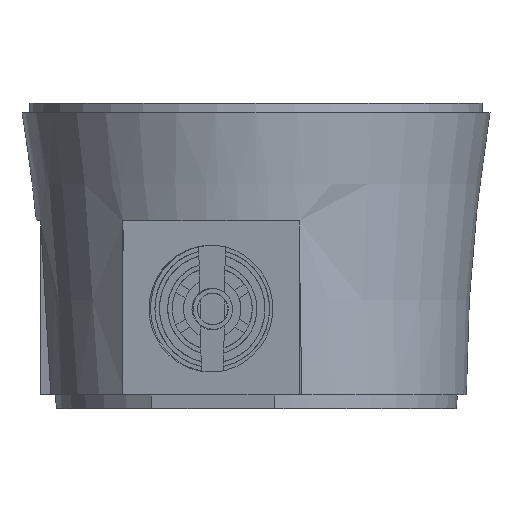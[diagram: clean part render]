
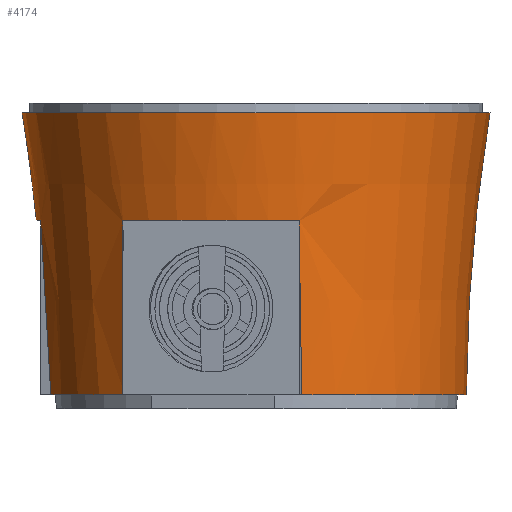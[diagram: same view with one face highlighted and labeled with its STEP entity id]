
A CAD part, left-side view. The second image highlights one B-rep face of the part: STEP entity #4174.
In plain terms, the highlighted toroidal (fillet/blend) face has major radius 446.543 mm and minor radius 400 mm.
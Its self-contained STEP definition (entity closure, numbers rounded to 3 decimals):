
#652=AXIS2_PLACEMENT_3D('Circle Axis2P3D',#650,#651,$) ;
#659=AXIS2_PLACEMENT_3D('Circle Axis2P3D',#657,#658,$) ;
#4127=AXIS2_PLACEMENT_3D('Torus Axis2P3D',#4124,#4125,#4126) ;
#4131=AXIS2_PLACEMENT_3D('Circle Axis2P3D',#4129,#4130,$) ;
#4138=AXIS2_PLACEMENT_3D('Circle Axis2P3D',#4136,#4137,$) ;
#4143=AXIS2_PLACEMENT_3D('Circle Axis2P3D',#4141,#4142,$) ;
#4158=AXIS2_PLACEMENT_3D('Circle Axis2P3D',#4156,#4157,$) ;
#527=CARTESIAN_POINT('Vertex',(-47.657,-9.524,-20.1)) ;
#529=CARTESIAN_POINT('Vertex',(-38.658,29.451,-20.1)) ;
#533=CARTESIAN_POINT('Control Point',(-47.656,-9.523,-20.1)) ;
#534=CARTESIAN_POINT('Control Point',(-47.662,-9.495,-20.1)) ;
#535=CARTESIAN_POINT('Control Point',(-47.668,-9.467,-20.099)) ;
#536=CARTESIAN_POINT('Control Point',(-47.673,-9.44,-20.099)) ;
#537=CARTESIAN_POINT('Control Point',(-47.684,-9.384,-20.098)) ;
#538=CARTESIAN_POINT('Control Point',(-47.695,-9.328,-20.097)) ;
#539=CARTESIAN_POINT('Control Point',(-47.701,-9.3,-20.097)) ;
#540=CARTESIAN_POINT('Control Point',(-47.717,-9.217,-20.096)) ;
#541=CARTESIAN_POINT('Control Point',(-47.733,-9.133,-20.094)) ;
#542=CARTESIAN_POINT('Control Point',(-47.744,-9.077,-20.094)) ;
#543=CARTESIAN_POINT('Control Point',(-47.83,-8.627,-20.087)) ;
#544=CARTESIAN_POINT('Control Point',(-47.91,-8.176,-20.081)) ;
#545=CARTESIAN_POINT('Control Point',(-47.977,-7.78,-20.075)) ;
#546=CARTESIAN_POINT('Control Point',(-48.119,-6.874,-20.063)) ;
#547=CARTESIAN_POINT('Control Point',(-48.24,-5.965,-20.052)) ;
#548=CARTESIAN_POINT('Control Point',(-48.301,-5.453,-20.046)) ;
#549=CARTESIAN_POINT('Control Point',(-48.464,-3.915,-20.028)) ;
#550=CARTESIAN_POINT('Control Point',(-48.566,-2.371,-20.013)) ;
#551=CARTESIAN_POINT('Control Point',(-48.606,-1.341,-20.003)) ;
#552=CARTESIAN_POINT('Control Point',(-48.645,1.753,-19.978)) ;
#553=CARTESIAN_POINT('Control Point',(-48.437,4.843,-19.961)) ;
#554=CARTESIAN_POINT('Control Point',(-48.189,6.894,-19.953)) ;
#555=CARTESIAN_POINT('Control Point',(-47.475,10.961,-19.945)) ;
#556=CARTESIAN_POINT('Control Point',(-46.333,14.93,-19.953)) ;
#557=CARTESIAN_POINT('Control Point',(-45.657,16.882,-19.961)) ;
#558=CARTESIAN_POINT('Control Point',(-44.49,19.75,-19.978)) ;
#559=CARTESIAN_POINT('Control Point',(-43.099,22.514,-20.003)) ;
#560=CARTESIAN_POINT('Control Point',(-42.611,23.423,-20.013)) ;
#561=CARTESIAN_POINT('Control Point',(-41.842,24.765,-20.028)) ;
#562=CARTESIAN_POINT('Control Point',(-41.022,26.076,-20.046)) ;
#563=CARTESIAN_POINT('Control Point',(-40.742,26.509,-20.052)) ;
#564=CARTESIAN_POINT('Control Point',(-40.315,27.154,-20.062)) ;
#565=CARTESIAN_POINT('Control Point',(-39.874,27.789,-20.072)) ;
#566=CARTESIAN_POINT('Control Point',(-39.726,28.,-20.075)) ;
#567=CARTESIAN_POINT('Control Point',(-39.47,28.359,-20.081)) ;
#568=CARTESIAN_POINT('Control Point',(-39.21,28.716,-20.087)) ;
#569=CARTESIAN_POINT('Control Point',(-39.101,28.863,-20.09)) ;
#570=CARTESIAN_POINT('Control Point',(-38.969,29.04,-20.093)) ;
#571=CARTESIAN_POINT('Control Point',(-38.837,29.216,-20.096)) ;
#572=CARTESIAN_POINT('Control Point',(-38.814,29.245,-20.096)) ;
#573=CARTESIAN_POINT('Control Point',(-38.781,29.289,-20.097)) ;
#574=CARTESIAN_POINT('Control Point',(-38.748,29.333,-20.098)) ;
#575=CARTESIAN_POINT('Control Point',(-38.737,29.348,-20.098)) ;
#576=CARTESIAN_POINT('Control Point',(-38.714,29.378,-20.099)) ;
#577=CARTESIAN_POINT('Control Point',(-38.691,29.408,-20.099)) ;
#578=CARTESIAN_POINT('Control Point',(-38.682,29.42,-20.099)) ;
#579=CARTESIAN_POINT('Control Point',(-38.67,29.435,-20.1)) ;
#580=CARTESIAN_POINT('Control Point',(-38.659,29.45,-20.1)) ;
#640=CARTESIAN_POINT('Vertex',(0.,-51.777,3.9)) ;
#647=CARTESIAN_POINT('Vertex',(0.,51.777,3.9)) ;
#650=CARTESIAN_POINT('Axis2P3D Location',(0.,0.,3.9)) ;
#654=CARTESIAN_POINT('Vertex',(-51.777,0.,3.9)) ;
#657=CARTESIAN_POINT('Axis2P3D Location',(0.,0.,3.9)) ;
#712=CARTESIAN_POINT('Vertex',(-9.524,47.657,-20.1)) ;
#718=CARTESIAN_POINT('Control Point',(-9.523,47.656,-20.1)) ;
#719=CARTESIAN_POINT('Control Point',(-6.392,48.294,-19.984)) ;
#720=CARTESIAN_POINT('Control Point',(-3.197,48.62,-19.893)) ;
#721=CARTESIAN_POINT('Control Point',(0.,48.626,-19.83)) ;
#722=CARTESIAN_POINT('Vertex',(0.,48.626,-19.83)) ;
#4027=CARTESIAN_POINT('Vertex',(-45.435,-10.119,-58.6)) ;
#4033=CARTESIAN_POINT('Control Point',(-45.435,-10.119,-58.6)) ;
#4034=CARTESIAN_POINT('Control Point',(-45.488,-10.105,-48.766)) ;
#4035=CARTESIAN_POINT('Control Point',(-45.895,-9.996,-38.954)) ;
#4036=CARTESIAN_POINT('Control Point',(-46.637,-9.797,-29.4)) ;
#4037=CARTESIAN_POINT('Control Point',(-47.657,-9.524,-20.1)) ;
#4098=CARTESIAN_POINT('Control Point',(-36.401,29.012,-58.6)) ;
#4099=CARTESIAN_POINT('Control Point',(-36.455,29.023,-48.766)) ;
#4100=CARTESIAN_POINT('Control Point',(-36.868,29.103,-38.954)) ;
#4101=CARTESIAN_POINT('Control Point',(-37.622,29.25,-29.4)) ;
#4102=CARTESIAN_POINT('Control Point',(-38.659,29.451,-20.1)) ;
#4103=CARTESIAN_POINT('Vertex',(-36.401,29.012,-58.6)) ;
#4124=CARTESIAN_POINT('Axis2P3D Location',(0.,0.,-60.6)) ;
#4129=CARTESIAN_POINT('Axis2P3D Location',(0.,0.,-58.6)) ;
#4133=CARTESIAN_POINT('Vertex',(0.,-46.548,-58.6)) ;
#4136=CARTESIAN_POINT('Axis2P3D Location',(0.,-446.543,-60.6)) ;
#4141=CARTESIAN_POINT('Axis2P3D Location',(0.,446.543,-60.6)) ;
#4147=CARTESIAN_POINT('Control Point',(-10.256,45.404,-58.6)) ;
#4148=CARTESIAN_POINT('Control Point',(-10.241,45.448,-50.689)) ;
#4149=CARTESIAN_POINT('Control Point',(-10.156,45.708,-42.796)) ;
#4150=CARTESIAN_POINT('Control Point',(-10.004,46.182,-35.038)) ;
#4151=CARTESIAN_POINT('Control Point',(-9.79,46.837,-27.48)) ;
#4152=CARTESIAN_POINT('Control Point',(-9.524,47.656,-20.1)) ;
#4153=CARTESIAN_POINT('Vertex',(-10.256,45.404,-58.6)) ;
#4156=CARTESIAN_POINT('Axis2P3D Location',(0.,0.,-58.6)) ;
#651=DIRECTION('Axis2P3D Direction',(0.,0.,1.)) ;
#658=DIRECTION('Axis2P3D Direction',(0.,0.,1.)) ;
#4125=DIRECTION('Axis2P3D Direction',(0.,0.,1.)) ;
#4126=DIRECTION('Axis2P3D XDirection',(-1.,0.,0.)) ;
#4130=DIRECTION('Axis2P3D Direction',(0.,0.,1.)) ;
#4137=DIRECTION('Axis2P3D Direction',(-1.,0.,0.)) ;
#4142=DIRECTION('Axis2P3D Direction',(1.,0.,0.)) ;
#4157=DIRECTION('Axis2P3D Direction',(0.,0.,1.)) ;
#4162=ORIENTED_EDGE('',*,*,#4038,.T.) ;
#4163=ORIENTED_EDGE('',*,*,#4135,.T.) ;
#4164=ORIENTED_EDGE('',*,*,#4140,.T.) ;
#4165=ORIENTED_EDGE('',*,*,#661,.F.) ;
#4166=ORIENTED_EDGE('',*,*,#656,.T.) ;
#4167=ORIENTED_EDGE('',*,*,#4145,.F.) ;
#4168=ORIENTED_EDGE('',*,*,#724,.T.) ;
#4169=ORIENTED_EDGE('',*,*,#4155,.T.) ;
#4170=ORIENTED_EDGE('',*,*,#4160,.F.) ;
#4171=ORIENTED_EDGE('',*,*,#4105,.T.) ;
#4172=ORIENTED_EDGE('',*,*,#581,.T.) ;
#4174=ADVANCED_FACE('PartBody',(#4173),#4128,.F.) ;
#532=B_SPLINE_CURVE_WITH_KNOTS('',5,(#533,#534,#535,#536,#537,#538,#539,#540,#541,#542,#543,#544,#545,#546,#547,#548,#549,#550,#551,#552,#553,#554,#555,#556,#557,#558,#559,#560,#561,#562,#563,#564,#565,#566,#567,#568,#569,#570,#571,#572,#573,#574,#575,#576,#577,#578,#579,#580),.UNSPECIFIED.,.F.,.U.,(6,3,3,3,3,3,3,3,3,3,3,3,3,3,3,6),(0.,1.324,2.636,5.261,23.819,47.638,95.275,190.551,285.826,333.464,357.282,369.192,377.673,379.375,380.226,381.101),.UNSPECIFIED.) ;
#717=B_SPLINE_CURVE_WITH_KNOTS('',3,(#718,#719,#720,#721),.UNSPECIFIED.,.F.,.U.,(4,4),(0.,88.595),.UNSPECIFIED.) ;
#4032=B_SPLINE_CURVE_WITH_KNOTS('',4,(#4033,#4034,#4035,#4036,#4037),.UNSPECIFIED.,.F.,.U.,(5,5),(0.,55.638),.UNSPECIFIED.) ;
#4097=B_SPLINE_CURVE_WITH_KNOTS('',4,(#4098,#4099,#4100,#4101,#4102),.UNSPECIFIED.,.F.,.U.,(5,5),(0.,55.638),.UNSPECIFIED.) ;
#4146=B_SPLINE_CURVE_WITH_KNOTS('',5,(#4147,#4148,#4149,#4150,#4151,#4152),.UNSPECIFIED.,.F.,.U.,(6,6),(0.,55.952),.UNSPECIFIED.) ;
#653=CIRCLE('generated circle',#652,51.777) ;
#660=CIRCLE('generated circle',#659,51.777) ;
#4132=CIRCLE('generated circle',#4131,46.548) ;
#4139=CIRCLE('generated circle',#4138,400.) ;
#4144=CIRCLE('generated circle',#4143,400.) ;
#4159=CIRCLE('generated circle',#4158,46.548) ;
#4128=TOROIDAL_SURFACE('homeo Torus',#4127,446.543,400.) ;
#581=EDGE_CURVE('',#530,#528,#532,.F.) ;
#656=EDGE_CURVE('',#655,#648,#653,.F.) ;
#661=EDGE_CURVE('',#655,#641,#660,.T.) ;
#724=EDGE_CURVE('',#723,#713,#717,.F.) ;
#4038=EDGE_CURVE('',#528,#4028,#4032,.F.) ;
#4105=EDGE_CURVE('',#4104,#530,#4097,.T.) ;
#4135=EDGE_CURVE('',#4028,#4134,#4132,.T.) ;
#4140=EDGE_CURVE('',#4134,#641,#4139,.F.) ;
#4145=EDGE_CURVE('',#723,#648,#4144,.F.) ;
#4155=EDGE_CURVE('',#713,#4154,#4146,.F.) ;
#4160=EDGE_CURVE('',#4104,#4154,#4159,.F.) ;
#4161=EDGE_LOOP('',(#4162,#4163,#4164,#4165,#4166,#4167,#4168,#4169,#4170,#4171,#4172)) ;
#4173=FACE_OUTER_BOUND('',#4161,.T.) ;
#528=VERTEX_POINT('',#527) ;
#530=VERTEX_POINT('',#529) ;
#641=VERTEX_POINT('',#640) ;
#648=VERTEX_POINT('',#647) ;
#655=VERTEX_POINT('',#654) ;
#713=VERTEX_POINT('',#712) ;
#723=VERTEX_POINT('',#722) ;
#4028=VERTEX_POINT('',#4027) ;
#4104=VERTEX_POINT('',#4103) ;
#4134=VERTEX_POINT('',#4133) ;
#4154=VERTEX_POINT('',#4153) ;
